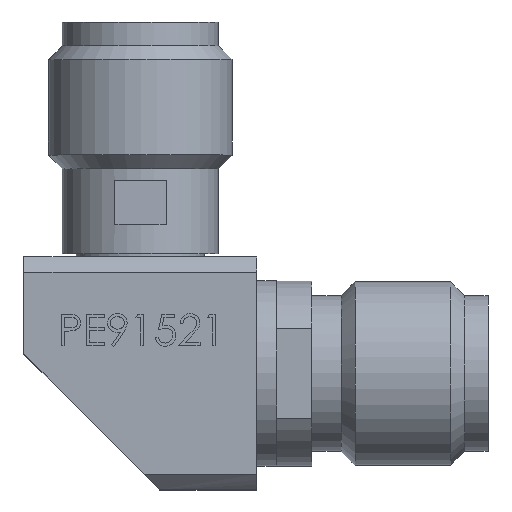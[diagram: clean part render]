
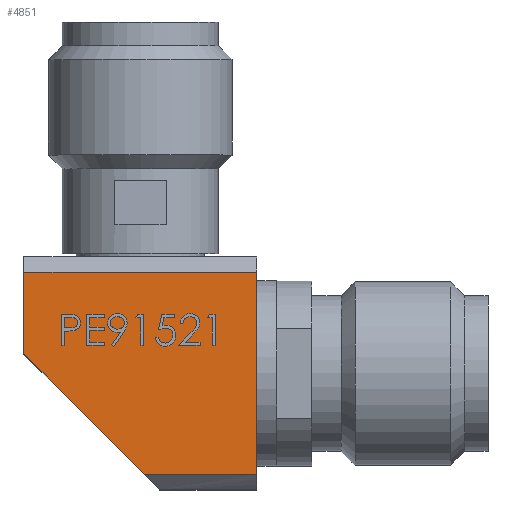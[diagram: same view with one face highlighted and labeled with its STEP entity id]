
A CAD part, top view. The second image highlights one B-rep face of the part: STEP entity #4851.
In plain terms, the highlighted planar face has unit normal (0, 0, 1).
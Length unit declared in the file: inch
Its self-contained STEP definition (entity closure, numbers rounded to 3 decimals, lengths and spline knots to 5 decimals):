
#208 = EDGE_CURVE ( 'NONE', #3009, #3314, #785, .T. ) ;
#218 = VECTOR ( 'NONE', #3591, 39.37008 ) ;
#329 = CARTESIAN_POINT ( 'NONE',  ( -0.17707, -0.13553, 0.15591 ) ) ;
#750 = DIRECTION ( 'NONE',  ( 0., -1., 0. ) ) ;
#785 = LINE ( 'NONE', #2276, #4622 ) ;
#808 = VERTEX_POINT ( 'NONE', #3400 ) ;
#1325 = CARTESIAN_POINT ( 'NONE',  ( -0.02677, 0.13553, 0.15591 ) ) ;
#1825 = CARTESIAN_POINT ( 'NONE',  ( -0.33858, 0.13553, 0.15591 ) ) ;
#2101 = VECTOR ( 'NONE', #3725, 39.37008 ) ;
#2121 = CARTESIAN_POINT ( 'NONE',  ( 0., 0., 0.15591 ) ) ;
#2238 = LINE ( 'NONE', #4259, #2101 ) ;
#2276 = CARTESIAN_POINT ( 'NONE',  ( -0.17707, -0.13553, 0.15591 ) ) ;
#2383 = DIRECTION ( 'NONE',  ( 1., 0., 0. ) ) ;
#2417 = CARTESIAN_POINT ( 'NONE',  ( -0.02677, -0.13553, 0.15591 ) ) ;
#2855 = EDGE_CURVE ( 'NONE', #3314, #4032, #6105, .T. ) ;
#3000 = EDGE_CURVE ( 'NONE', #808, #3009, #3039, .T. ) ;
#3009 = VERTEX_POINT ( 'NONE', #329 ) ;
#3039 = LINE ( 'NONE', #5095, #218 ) ;
#3051 = DIRECTION ( 'NONE',  ( 0., 0., 1. ) ) ;
#3093 = CARTESIAN_POINT ( 'NONE',  ( -0.33858, 0.13553, 0.15591 ) ) ;
#3094 = VECTOR ( 'NONE', #750, 39.37008 ) ;
#3124 = EDGE_CURVE ( 'NONE', #6847, #4032, #2238, .T. ) ;
#3149 = EDGE_CURVE ( 'NONE', #6847, #808, #3967, .T. ) ;
#3314 = VERTEX_POINT ( 'NONE', #6756 ) ;
#3400 = CARTESIAN_POINT ( 'NONE',  ( -0.33858, 0.02598, 0.15591 ) ) ;
#3591 = DIRECTION ( 'NONE',  ( 0.707, -0.707, 0. ) ) ;
#3679 = FACE_OUTER_BOUND ( 'NONE', #6177, .T. ) ;
#3718 = ORIENTED_EDGE ( 'NONE', *, *, #2855, .T. ) ;
#3725 = DIRECTION ( 'NONE',  ( 1., 0., 0. ) ) ;
#3967 = LINE ( 'NONE', #1825, #3094 ) ;
#4032 = VERTEX_POINT ( 'NONE', #1325 ) ;
#4133 = DIRECTION ( 'NONE',  ( 1., 0., 0. ) ) ;
#4180 = ORIENTED_EDGE ( 'NONE', *, *, #3149, .T. ) ;
#4259 = CARTESIAN_POINT ( 'NONE',  ( -0.33858, 0.13553, 0.15591 ) ) ;
#4264 = ORIENTED_EDGE ( 'NONE', *, *, #208, .T. ) ;
#4355 = ORIENTED_EDGE ( 'NONE', *, *, #3124, .F. ) ;
#4622 = VECTOR ( 'NONE', #2383, 39.37008 ) ;
#4851 = ADVANCED_FACE ( 'NONE', ( #3679 ), #5773, .T. ) ;
#5095 = CARTESIAN_POINT ( 'NONE',  ( -0.33858, 0.02598, 0.15591 ) ) ;
#5325 = VECTOR ( 'NONE', #5490, 39.37008 ) ;
#5490 = DIRECTION ( 'NONE',  ( 0., 1., 0. ) ) ;
#5564 = AXIS2_PLACEMENT_3D ( 'NONE', #2121, #3051, #4133 ) ;
#5773 = PLANE ( 'NONE',  #5564 ) ;
#6105 = LINE ( 'NONE', #2417, #5325 ) ;
#6177 = EDGE_LOOP ( 'NONE', ( #3718, #4355, #4180, #6875, #4264 ) ) ;
#6756 = CARTESIAN_POINT ( 'NONE',  ( -0.02677, -0.13553, 0.15591 ) ) ;
#6847 = VERTEX_POINT ( 'NONE', #3093 ) ;
#6875 = ORIENTED_EDGE ( 'NONE', *, *, #3000, .T. ) ;
